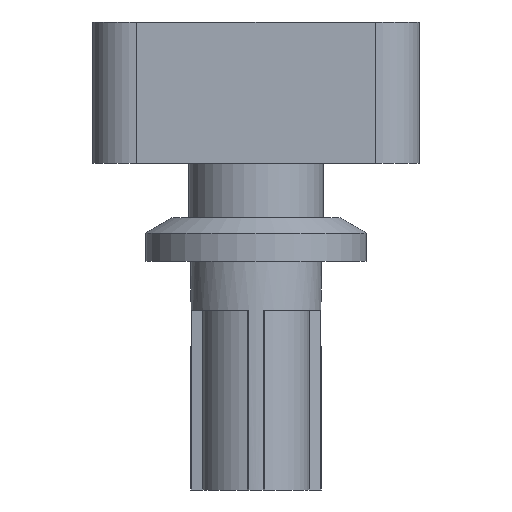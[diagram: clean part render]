
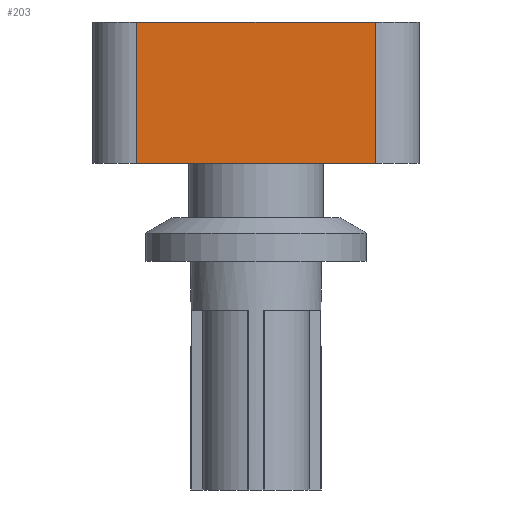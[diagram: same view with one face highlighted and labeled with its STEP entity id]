
A CAD part, left-side view. The second image highlights one B-rep face of the part: STEP entity #203.
In plain terms, the highlighted planar face has unit normal (-1, 0, 0).
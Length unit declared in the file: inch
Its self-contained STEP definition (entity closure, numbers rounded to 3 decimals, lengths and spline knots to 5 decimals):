
#203=ADVANCED_FACE('',(#393),#325,.T.);
#325=PLANE('',#2369);
#393=FACE_OUTER_BOUND('',#519,.T.);
#519=EDGE_LOOP('',(#955,#956,#957,#958));
#955=ORIENTED_EDGE('',*,*,#1739,.T.);
#956=ORIENTED_EDGE('',*,*,#1745,.T.);
#957=ORIENTED_EDGE('',*,*,#1746,.T.);
#958=ORIENTED_EDGE('',*,*,#1747,.T.);
#1501=VERTEX_POINT('',#3527);
#1502=VERTEX_POINT('',#3529);
#1507=VERTEX_POINT('',#3541);
#1508=VERTEX_POINT('',#3543);
#1739=EDGE_CURVE('',#1502,#1501,#1968,.T.);
#1745=EDGE_CURVE('',#1501,#1507,#1971,.T.);
#1746=EDGE_CURVE('',#1507,#1508,#1972,.T.);
#1747=EDGE_CURVE('',#1508,#1502,#1973,.T.);
#1968=LINE('',#3528,#2168);
#1971=LINE('',#3540,#2171);
#1972=LINE('',#3542,#2172);
#1973=LINE('',#3544,#2173);
#2168=VECTOR('',#2815,1.);
#2171=VECTOR('',#2826,1.);
#2172=VECTOR('',#2827,1.);
#2173=VECTOR('',#2828,1.);
#2369=AXIS2_PLACEMENT_3D('',#3545,#2829,#2830);
#2815=DIRECTION('',(0.,1.,0.));
#2826=DIRECTION('',(0.,0.,-1.));
#2827=DIRECTION('',(0.,-1.,0.));
#2828=DIRECTION('',(0.,0.,1.));
#2829=DIRECTION('',(-1.,0.,0.));
#2830=DIRECTION('',(0.,0.,-1.));
#3527=CARTESIAN_POINT('',(-0.626,0.4676,0.6693));
#3528=CARTESIAN_POINT('',(-0.626,0.0354,0.6693));
#3529=CARTESIAN_POINT('',(-0.626,-0.3968,0.6693));
#3540=CARTESIAN_POINT('',(-0.626,0.4676,0.1575));
#3541=CARTESIAN_POINT('',(-0.626,0.4676,0.1575));
#3542=CARTESIAN_POINT('',(-0.626,0.0354,0.1575));
#3543=CARTESIAN_POINT('',(-0.626,-0.3968,0.1575));
#3544=CARTESIAN_POINT('',(-0.626,-0.3968,0.1575));
#3545=CARTESIAN_POINT('',(-0.626,0.0354,0.1575));
